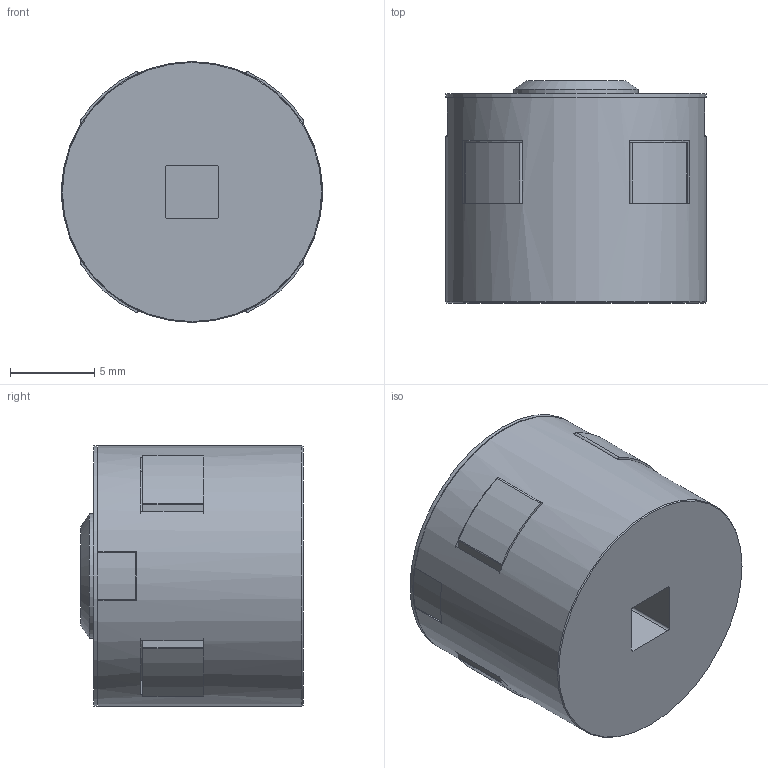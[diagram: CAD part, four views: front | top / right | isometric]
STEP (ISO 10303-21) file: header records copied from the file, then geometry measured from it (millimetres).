
FILE_DESCRIPTION(/* description */ (''),/* implementation_level */ '2;1');
FILE_NAME(/* name */ 'Clutch.ipt.step',/* time_stamp */ '2020-04-16T23:11:07-04:00',/* author */ ('Jordan'),/* organization */ (''),/* preprocessor_version */ 'ST-DEVELOPER v17',/* originating_system */ 'Autodesk Inventor 2019',/* authorisation */ '');
FILE_SCHEMA (('AUTOMOTIVE_DESIGN { 1 0 10303 214 3 1 1 }'));
Length unit declared in the file: inch
Products named in the file (1): Clutch
Bounding box: 15.49 x 13.21 x 15.49 mm (x, y, z)
Volume: 2261.1 mm3; surface area: 1314.9 mm2
Topology: 1 solids, 1 shells, 88 faces, 231 edges, 153 vertices
Faces by surface type: plane 56, cylinder 30, cone 2
Full cylindrical faces by diameter (mm): 7.366 x1, 13.97 x1, 15.494 x2
Entity records: 2789 total; most frequent: DIRECTION 506, CARTESIAN_POINT 473, ORIENTED_EDGE 462, EDGE_CURVE 231, AXIS2_PLACEMENT_3D 186, VERTEX_POINT 153, LINE 134, VECTOR 134
